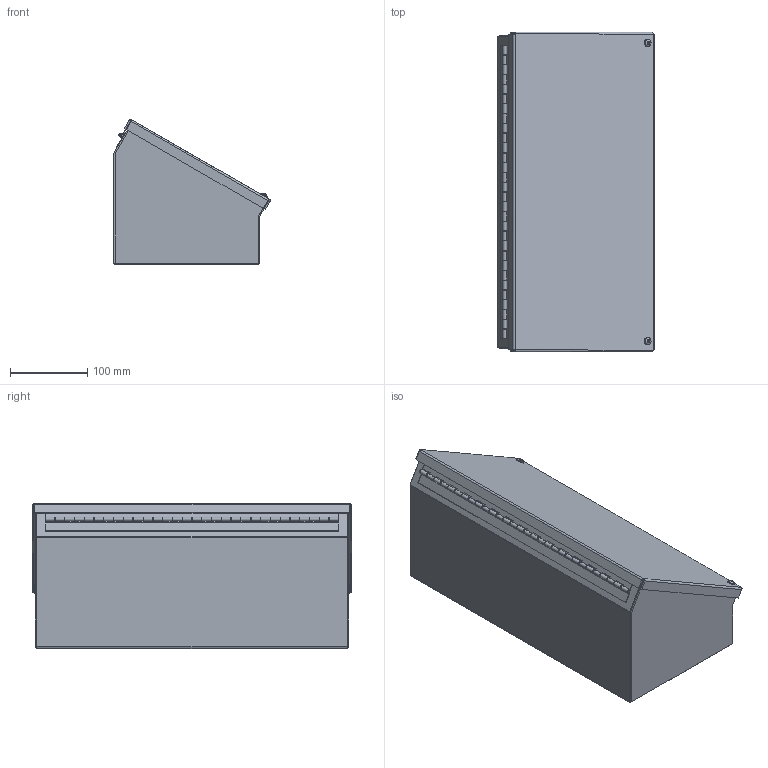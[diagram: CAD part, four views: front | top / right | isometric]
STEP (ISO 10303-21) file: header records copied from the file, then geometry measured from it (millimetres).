
FILE_DESCRIPTION(/* description */ ('WC_C_SS, CONSOLET BACK, TOP, & BOTTOM, 8X16'),/* implementation_level */ '2;1');
FILE_NAME(/* name */ 'WC08C16SS.stp',/* time_stamp */ '2015-06-08T16:51:31+05:00',/* author */ ('schinnathambi'),/* organization */ (''),/* preprocessor_version */ 'ST-DEVELOPER v15.2',/* originating_system */ 'Autodesk Inventor 2014',/* authorisation */ '');
FILE_SCHEMA (('AUTOMOTIVE_DESIGN { 1 0 10303 214 3 1 1 }'));
Length unit declared in the file: inch
Products named in the file (12): WC08C16SSBTB; WC08C16SSLID; WC08CSSLS; WC08CSSRS; 372163; 39077; 34984; H4050555LH; H4050555P; H4050555TH; H4050555; WC08C16SS
Bounding box: 202.88 x 414.34 x 188.29 mm (x, y, z)
Volume: 679939.5 mm3; surface area: 750729.3 mm2
Topology: 13 solids, 13 shells, 447 faces, 1139 edges, 724 vertices
Faces by surface type: plane 282, cylinder 113, cone 32, torus 10, bspline 8, sphere 2
Full cylindrical faces by diameter (mm): 2.54 x1, 2.957 x30, 3.962 x2, 4.826 x2, 4.978 x2, 6.299 x2, 6.528 x2, 7.061 x2, 7.144 x2, 9.474 x2, 10.312 x2, 11.506 x2
Entity records: 12161 total; most frequent: CARTESIAN_POINT 2525, DIRECTION 1872, ORIENTED_EDGE 1820, EDGE_CURVE 910, AXIS2_PLACEMENT_3D 627, LINE 618, VECTOR 618, VERTEX_POINT 604
